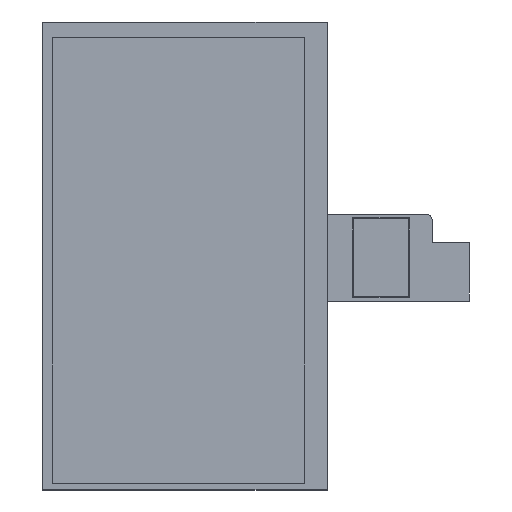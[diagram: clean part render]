
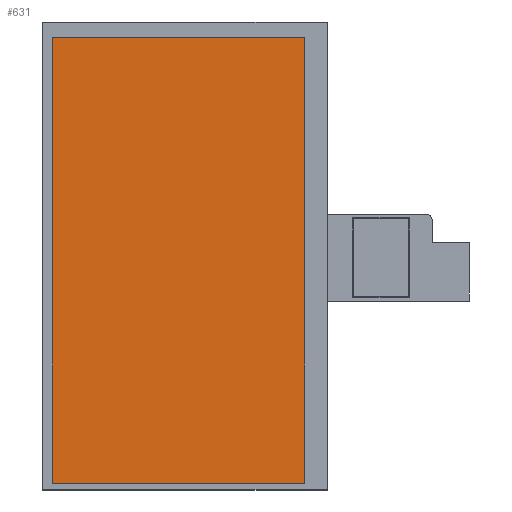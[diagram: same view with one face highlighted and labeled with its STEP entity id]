
A CAD part, top view. The second image highlights one B-rep face of the part: STEP entity #631.
In plain terms, the highlighted planar face has unit normal (0, 0, 1).
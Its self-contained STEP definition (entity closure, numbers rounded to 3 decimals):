
#54=FACE_OUTER_BOUND('',#91,.T.);
#91=EDGE_LOOP('',(#441,#442,#443,#444));
#128=LINE('',#1025,#209);
#131=LINE('',#1031,#212);
#134=LINE('',#1037,#215);
#137=LINE('',#1041,#218);
#209=VECTOR('',#847,10.);
#212=VECTOR('',#852,10.);
#215=VECTOR('',#857,10.);
#218=VECTOR('',#862,10.);
#290=VERTEX_POINT('',#1022);
#291=VERTEX_POINT('',#1024);
#293=VERTEX_POINT('',#1030);
#295=VERTEX_POINT('',#1036);
#344=EDGE_CURVE('',#291,#290,#128,.T.);
#347=EDGE_CURVE('',#293,#291,#131,.T.);
#350=EDGE_CURVE('',#295,#293,#134,.T.);
#353=EDGE_CURVE('',#290,#295,#137,.T.);
#441=ORIENTED_EDGE('',*,*,#353,.T.);
#442=ORIENTED_EDGE('',*,*,#350,.T.);
#443=ORIENTED_EDGE('',*,*,#347,.T.);
#444=ORIENTED_EDGE('',*,*,#344,.T.);
#595=PLANE('',#797);
#631=ADVANCED_FACE('',(#54),#595,.T.);
#797=AXIS2_PLACEMENT_3D('',#1042,#863,#864);
#847=DIRECTION('',(0.,1.,0.));
#852=DIRECTION('',(1.,0.,0.));
#857=DIRECTION('',(0.,-1.,0.));
#862=DIRECTION('',(-1.,0.,0.));
#863=DIRECTION('center_axis',(0.,0.,1.));
#864=DIRECTION('ref_axis',(1.,0.,0.));
#1022=CARTESIAN_POINT('',(44.4,78.395,3.5));
#1024=CARTESIAN_POINT('',(44.4,-78.395,3.5));
#1025=CARTESIAN_POINT('',(44.4,-78.395,3.5));
#1030=CARTESIAN_POINT('',(-44.4,-78.395,3.5));
#1031=CARTESIAN_POINT('',(-44.4,-78.395,3.5));
#1036=CARTESIAN_POINT('',(-44.4,78.395,3.5));
#1037=CARTESIAN_POINT('',(-44.4,78.395,3.5));
#1041=CARTESIAN_POINT('',(44.4,78.395,3.5));
#1042=CARTESIAN_POINT('Origin',(0.,0.,
3.5));
